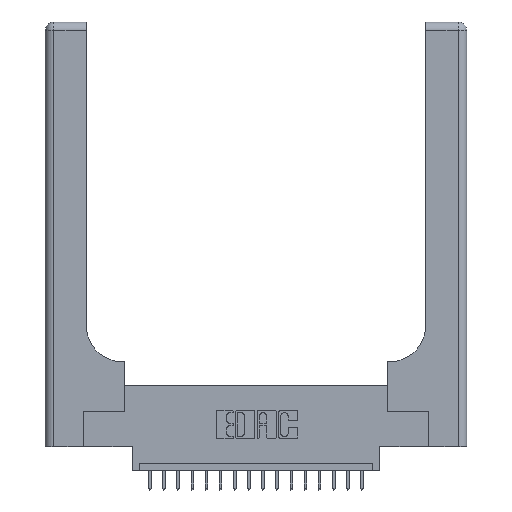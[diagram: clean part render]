
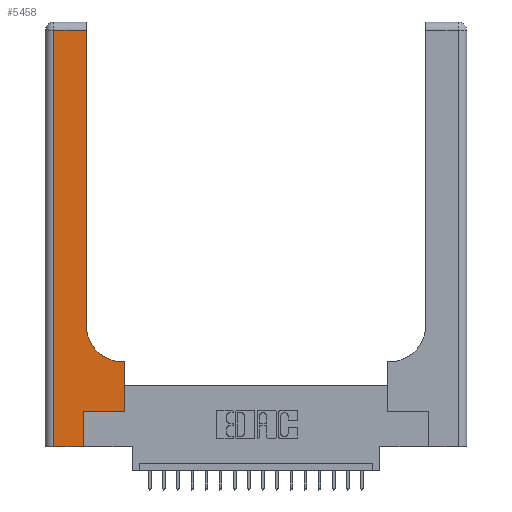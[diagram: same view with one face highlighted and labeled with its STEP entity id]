
A CAD part, top view. The second image highlights one B-rep face of the part: STEP entity #5458.
In plain terms, the highlighted planar face has unit normal (0, 0, 1).
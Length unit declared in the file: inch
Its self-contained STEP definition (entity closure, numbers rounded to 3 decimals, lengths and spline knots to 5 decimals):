
#381 = DIRECTION ( 'NONE',  ( 0., 1., 0. ) ) ;
#434 = CARTESIAN_POINT ( 'NONE',  ( 0.5585, 0.6, 0.37 ) ) ;
#579 = VECTOR ( 'NONE', #6962, 39.37008 ) ;
#614 = ORIENTED_EDGE ( 'NONE', *, *, #14297, .T. ) ;
#813 = CARTESIAN_POINT ( 'NONE',  ( 0.2915, 0.6, 0.37 ) ) ;
#948 = VECTOR ( 'NONE', #19898, 39.37008 ) ;
#951 = CARTESIAN_POINT ( 'NONE',  ( 0., 3., 0.37 ) ) ;
#1228 = EDGE_CURVE ( 'NONE', #3877, #15418, #13440, .T. ) ;
#1965 = ORIENTED_EDGE ( 'NONE', *, *, #1228, .T. ) ;
#2125 = AXIS2_PLACEMENT_3D ( 'NONE', #951, #16621, #8590 ) ;
#2307 = LINE ( 'NONE', #813, #579 ) ;
#2440 = VERTEX_POINT ( 'NONE', #10981 ) ;
#2629 = VECTOR ( 'NONE', #19411, 39.37008 ) ;
#2804 = VERTEX_POINT ( 'NONE', #4142 ) ;
#2847 = LINE ( 'NONE', #18954, #18866 ) ;
#2875 = CARTESIAN_POINT ( 'NONE',  ( 0.06, 2.94, 0.37 ) ) ;
#3032 = ORIENTED_EDGE ( 'NONE', *, *, #13295, .T. ) ;
#3551 = CARTESIAN_POINT ( 'NONE',  ( 0.2915, 3., 0.37 ) ) ;
#3877 = VERTEX_POINT ( 'NONE', #13706 ) ;
#3880 = DIRECTION ( 'NONE',  ( 1., 0., 0. ) ) ;
#3881 = VERTEX_POINT ( 'NONE', #2875 ) ;
#4142 = CARTESIAN_POINT ( 'NONE',  ( 0.5585, 0.25, 0.37 ) ) ;
#5458 = ADVANCED_FACE ( 'NONE', ( #15448 ), #20244, .F. ) ;
#5867 = ORIENTED_EDGE ( 'NONE', *, *, #9939, .T. ) ;
#5980 = LINE ( 'NONE', #12460, #10025 ) ;
#6266 = DIRECTION ( 'NONE',  ( -1., 0., 0. ) ) ;
#6305 = VECTOR ( 'NONE', #6266, 39.37008 ) ;
#6497 = DIRECTION ( 'NONE',  ( 0., 0., -1. ) ) ;
#6962 = DIRECTION ( 'NONE',  ( -1., 0., 0. ) ) ;
#7072 = ORIENTED_EDGE ( 'NONE', *, *, #18338, .T. ) ;
#7342 = VERTEX_POINT ( 'NONE', #19061 ) ;
#7569 = ORIENTED_EDGE ( 'NONE', *, *, #13630, .T. ) ;
#8096 = CARTESIAN_POINT ( 'NONE',  ( 0.5415, 0.85, 0.37 ) ) ;
#8570 = CARTESIAN_POINT ( 'NONE',  ( 0., 0., 0.37 ) ) ;
#8590 = DIRECTION ( 'NONE',  ( -1., 0., 0. ) ) ;
#8775 = CARTESIAN_POINT ( 'NONE',  ( 0.269, 0., 0.37 ) ) ;
#9224 = DIRECTION ( 'NONE',  ( 1., 0., 0. ) ) ;
#9472 = DIRECTION ( 'NONE',  ( 0., -1., 0. ) ) ;
#9565 = LINE ( 'NONE', #16231, #2629 ) ;
#9939 = EDGE_CURVE ( 'NONE', #12366, #3881, #14305, .T. ) ;
#10025 = VECTOR ( 'NONE', #9472, 39.37008 ) ;
#10981 = CARTESIAN_POINT ( 'NONE',  ( 0.269, 0.25, 0.37 ) ) ;
#11112 = CIRCLE ( 'NONE', #19589, 0.25 ) ;
#11519 = LINE ( 'NONE', #3551, #18172 ) ;
#11832 = EDGE_CURVE ( 'NONE', #3881, #3877, #5980, .T. ) ;
#11942 = ORIENTED_EDGE ( 'NONE', *, *, #17644, .T. ) ;
#12049 = VECTOR ( 'NONE', #3880, 39.37008 ) ;
#12052 = CARTESIAN_POINT ( 'NONE',  ( 0.2915, 0.85, 0.37 ) ) ;
#12366 = VERTEX_POINT ( 'NONE', #14799 ) ;
#12460 = CARTESIAN_POINT ( 'NONE',  ( 0.06, 3., 0.37 ) ) ;
#12962 = DIRECTION ( 'NONE',  ( 1., 0., 0. ) ) ;
#13295 = EDGE_CURVE ( 'NONE', #15418, #2440, #18065, .T. ) ;
#13427 = CARTESIAN_POINT ( 'NONE',  ( 0.269, 0., 0.37 ) ) ;
#13440 = LINE ( 'NONE', #8570, #12049 ) ;
#13630 = EDGE_CURVE ( 'NONE', #2804, #18863, #9565, .T. ) ;
#13706 = CARTESIAN_POINT ( 'NONE',  ( 0.06, 0., 0.37 ) ) ;
#14297 = EDGE_CURVE ( 'NONE', #7342, #15374, #11112, .T. ) ;
#14305 = LINE ( 'NONE', #20768, #6305 ) ;
#14799 = CARTESIAN_POINT ( 'NONE',  ( 0.2915, 2.94, 0.37 ) ) ;
#14976 = ORIENTED_EDGE ( 'NONE', *, *, #11832, .T. ) ;
#15374 = VERTEX_POINT ( 'NONE', #12052 ) ;
#15418 = VERTEX_POINT ( 'NONE', #8775 ) ;
#15448 = FACE_OUTER_BOUND ( 'NONE', #18459, .T. ) ;
#16231 = CARTESIAN_POINT ( 'NONE',  ( 0.5585, 0.25, 0.37 ) ) ;
#16621 = DIRECTION ( 'NONE',  ( 0., 0., -1. ) ) ;
#17644 = EDGE_CURVE ( 'NONE', #18863, #7342, #2307, .T. ) ;
#18065 = LINE ( 'NONE', #13427, #948 ) ;
#18172 = VECTOR ( 'NONE', #381, 39.37008 ) ;
#18338 = EDGE_CURVE ( 'NONE', #15374, #12366, #11519, .T. ) ;
#18459 = EDGE_LOOP ( 'NONE', ( #7072, #5867, #14976, #1965, #3032, #19783, #7569, #11942, #614 ) ) ;
#18863 = VERTEX_POINT ( 'NONE', #434 ) ;
#18866 = VECTOR ( 'NONE', #9224, 39.37008 ) ;
#18885 = EDGE_CURVE ( 'NONE', #2440, #2804, #2847, .T. ) ;
#18954 = CARTESIAN_POINT ( 'NONE',  ( 0.269, 0.25, 0.37 ) ) ;
#19061 = CARTESIAN_POINT ( 'NONE',  ( 0.5415, 0.6, 0.37 ) ) ;
#19411 = DIRECTION ( 'NONE',  ( 0., 1., 0. ) ) ;
#19589 = AXIS2_PLACEMENT_3D ( 'NONE', #8096, #6497, #12962 ) ;
#19783 = ORIENTED_EDGE ( 'NONE', *, *, #18885, .T. ) ;
#19898 = DIRECTION ( 'NONE',  ( 0., 1., 0. ) ) ;
#20244 = PLANE ( 'NONE',  #2125 ) ;
#20768 = CARTESIAN_POINT ( 'NONE',  ( 0., 2.94, 0.37 ) ) ;
